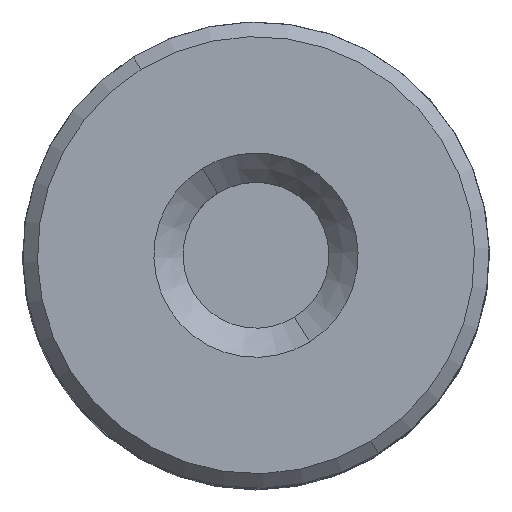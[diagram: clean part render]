
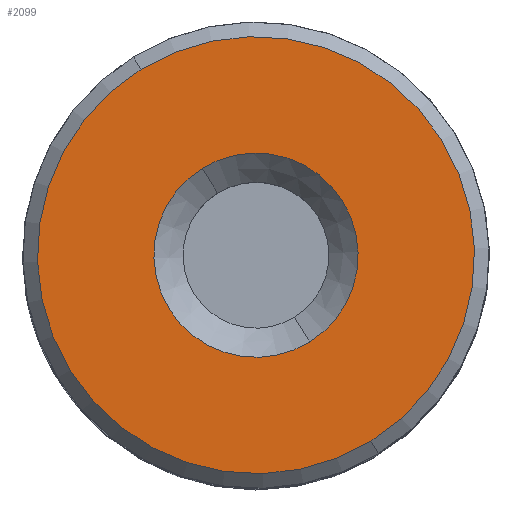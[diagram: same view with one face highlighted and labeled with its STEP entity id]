
A CAD part, top view. The second image highlights one B-rep face of the part: STEP entity #2099.
In plain terms, the highlighted face is planar.
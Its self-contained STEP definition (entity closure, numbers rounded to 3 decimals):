
#27 = VERTEX_POINT ( 'NONE', #1823 ) ;
#32 = CARTESIAN_POINT ( 'NONE',  ( 7.49, 0., 0. ) ) ;
#162 = EDGE_CURVE ( 'NONE', #231, #229, #1696, .T. ) ;
#181 = CIRCLE ( 'NONE', #1889, 3.5 ) ;
#190 = CIRCLE ( 'NONE', #2113, 3.5 ) ;
#211 = EDGE_LOOP ( 'NONE', ( #1256, #1146 ) ) ;
#229 = VERTEX_POINT ( 'NONE', #1884 ) ;
#231 = VERTEX_POINT ( 'NONE', #32 ) ;
#529 = DIRECTION ( 'NONE',  ( 0., 0., -1. ) ) ;
#624 = FACE_OUTER_BOUND ( 'NONE', #211, .T. ) ;
#651 = AXIS2_PLACEMENT_3D ( 'NONE', #2192, #1441, #1275 ) ;
#657 = CARTESIAN_POINT ( 'NONE',  ( 0., 0., 0. ) ) ;
#694 = DIRECTION ( 'NONE',  ( 1., 0., 0. ) ) ;
#803 = DIRECTION ( 'NONE',  ( 0., 0., 1. ) ) ;
#805 = EDGE_CURVE ( 'NONE', #229, #231, #1205, .T. ) ;
#836 = DIRECTION ( 'NONE',  ( 1., 0., 0. ) ) ;
#868 = ORIENTED_EDGE ( 'NONE', *, *, #1374, .T. ) ;
#1039 = PLANE ( 'NONE',  #1995 ) ;
#1098 = FACE_BOUND ( 'NONE', #1386, .T. ) ;
#1146 = ORIENTED_EDGE ( 'NONE', *, *, #805, .T. ) ;
#1205 = CIRCLE ( 'NONE', #2150, 7.49 ) ;
#1256 = ORIENTED_EDGE ( 'NONE', *, *, #162, .T. ) ;
#1275 = DIRECTION ( 'NONE',  ( 1., 0., 0. ) ) ;
#1374 = EDGE_CURVE ( 'NONE', #27, #1425, #190, .T. ) ;
#1386 = EDGE_LOOP ( 'NONE', ( #1639, #868 ) ) ;
#1389 = CARTESIAN_POINT ( 'NONE',  ( 0., 0., 0. ) ) ;
#1425 = VERTEX_POINT ( 'NONE', #1522 ) ;
#1441 = DIRECTION ( 'NONE',  ( 0., 0., -1. ) ) ;
#1522 = CARTESIAN_POINT ( 'NONE',  ( -3.5, 0., 0. ) ) ;
#1573 = CARTESIAN_POINT ( 'NONE',  ( 0., 0., 0. ) ) ;
#1639 = ORIENTED_EDGE ( 'NONE', *, *, #2116, .T. ) ;
#1696 = CIRCLE ( 'NONE', #651, 7.49 ) ;
#1750 = DIRECTION ( 'NONE',  ( 0., 0., 1. ) ) ;
#1757 = DIRECTION ( 'NONE',  ( 1., 0., 0. ) ) ;
#1823 = CARTESIAN_POINT ( 'NONE',  ( 3.5, 0., 0. ) ) ;
#1847 = CARTESIAN_POINT ( 'NONE',  ( 0., 0., 0. ) ) ;
#1883 = DIRECTION ( 'NONE',  ( 0., 0., 1. ) ) ;
#1884 = CARTESIAN_POINT ( 'NONE',  ( -7.49, 0., 0. ) ) ;
#1889 = AXIS2_PLACEMENT_3D ( 'NONE', #657, #1883, #836 ) ;
#1995 = AXIS2_PLACEMENT_3D ( 'NONE', #1389, #1750, #694 ) ;
#2026 = DIRECTION ( 'NONE',  ( 1., 0., 0. ) ) ;
#2099 = ADVANCED_FACE ( 'NONE', ( #1098, #624 ), #1039, .F. ) ;
#2113 = AXIS2_PLACEMENT_3D ( 'NONE', #1847, #803, #2026 ) ;
#2116 = EDGE_CURVE ( 'NONE', #1425, #27, #181, .T. ) ;
#2150 = AXIS2_PLACEMENT_3D ( 'NONE', #1573, #529, #1757 ) ;
#2192 = CARTESIAN_POINT ( 'NONE',  ( 0., 0., 0. ) ) ;
